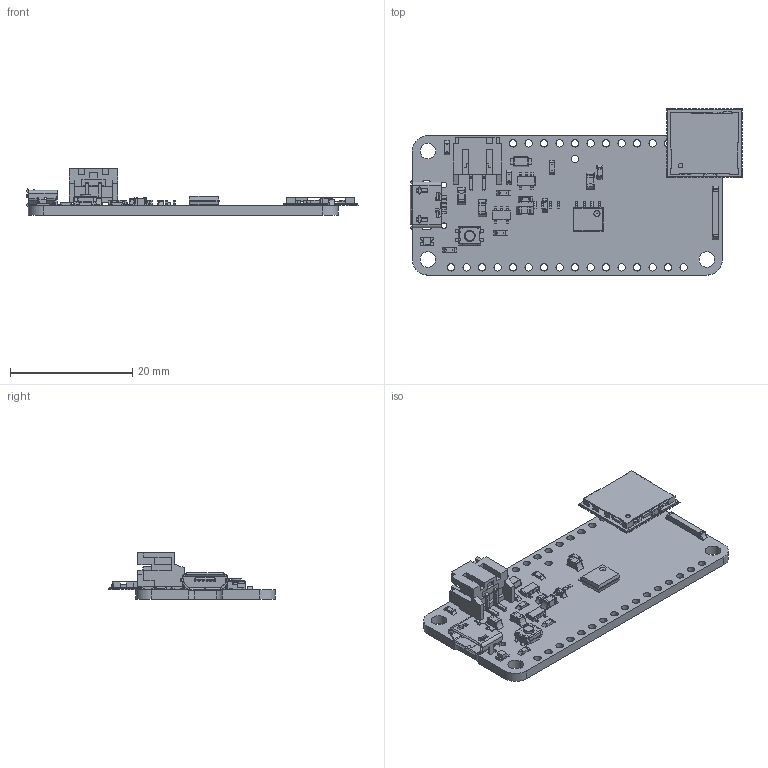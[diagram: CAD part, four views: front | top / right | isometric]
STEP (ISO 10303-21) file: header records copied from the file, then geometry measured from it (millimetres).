
FILE_DESCRIPTION(/* description */ (''),/* implementation_level */ '2;1');
FILE_NAME(/* name */ 'WICED Feather v26 v1.step',/* time_stamp */ '2025-12-13T15:26:39-05:00',/* author */ (''),/* organization */ (''),/* preprocessor_version */ 'ST-DEVELOPER v20.1',/* originating_system */ 'Autodesk Translation Framework v14.21.0.0',/* authorisation */ '');
FILE_SCHEMA (('AUTOMOTIVE_DESIGN { 1 0 10303 214 3 1 1 }'));
Products named in the file (25): WICED Feather v26; board; P0; P0 solder; jst_2_adafruit_1769 v2; housing; pin; mount; TSOP-5 v3; cap0805_03 v2; smt_tact_button v3; cap0603_03 v3; cap0805_05 v2; sioc-8 v5; package; lead; lead (mirror); resistor_0603 v2; smt_led_0805 v2; SOD123W v2; Component20; micro_usb_; Component24; Component25; Component23
Assembly tree (49 placements, depth 3):
  WICED Feather v26
    board
    P0
    P0 solder
    jst_2_adafruit_1769 v2
      pin  x2
      mount  x2
      housing
    TSOP-5 v3  x2
    cap0805_05 v2  x5
    cap0805_03 v2
    cap0603_03 v3  x2
    smt_tact_button v3
    sioc-8 v5
      package
      lead  x4
      lead (mirror)  x4
    resistor_0603 v2  x7
    smt_led_0805 v2  x2
    SOD123W v2
    Component20
    micro_usb_
      Component23  x5
      Component24
      Component25
Bounding box: 54.4 x 27.24 x 7.64 mm (x, y, z)
Volume: 2105.7 mm3; surface area: 4720.9 mm2
Topology: 184 solids, 184 shells, 3109 faces, 7638 edges, 4858 vertices
Faces by surface type: plane 1882, cylinder 849, bspline 218, sphere 152, torus 5, cone 3
Full cylindrical faces by diameter (mm): 0.75 x1, 0.9 x2, 1.2 x29, 1.8 x1, 2.54 x4
Entity records: 70605 total; most frequent: CARTESIAN_POINT 24116, ORIENTED_EDGE 9408, DIRECTION 9148, EDGE_CURVE 4704, LINE 3720, VECTOR 3720, VERTEX_POINT 3042, AXIS2_PLACEMENT_3D 2714
